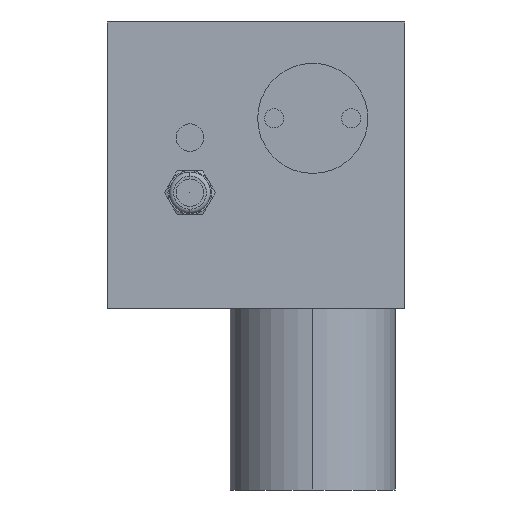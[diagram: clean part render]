
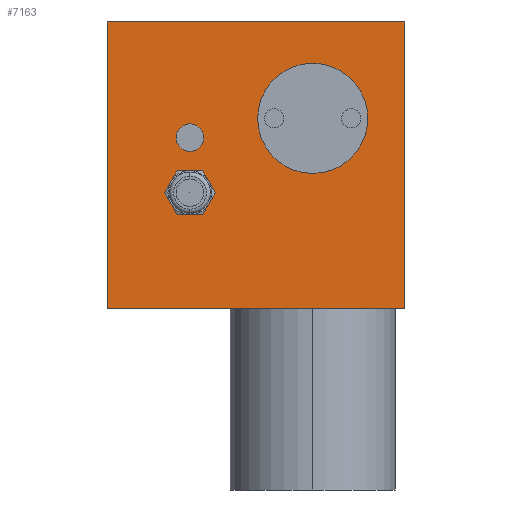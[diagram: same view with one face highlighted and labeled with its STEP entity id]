
A CAD part, left-side view. The second image highlights one B-rep face of the part: STEP entity #7163.
In plain terms, the highlighted planar face has unit normal (-1, 0, 0).
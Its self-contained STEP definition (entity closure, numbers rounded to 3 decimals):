
#1111=DIRECTION('',(0.,0.,1.));
#1112=VECTOR('',#1111,52.);
#1113=CARTESIAN_POINT('',(0.,54.,-52.));
#1114=LINE('',#1113,#1112);
#1155=DIRECTION('',(0.,-1.,0.));
#1156=VECTOR('',#1155,54.);
#1157=CARTESIAN_POINT('',(0.,54.,-52.));
#1158=LINE('',#1157,#1156);
#1159=DIRECTION('',(0.,1.,0.));
#1160=VECTOR('',#1159,54.);
#1161=CARTESIAN_POINT('',(0.,0.,0.));
#1162=LINE('',#1161,#1160);
#1163=DIRECTION('',(0.,0.,1.));
#1164=VECTOR('',#1163,52.);
#1165=CARTESIAN_POINT('',(0.,0.,-52.));
#1166=LINE('',#1165,#1164);
#1167=CARTESIAN_POINT('',(0.,16.7,-17.5));
#1168=DIRECTION('',(1.,0.,0.));
#1169=DIRECTION('',(0.,0.,-1.));
#1170=AXIS2_PLACEMENT_3D('',#1167,#1168,#1169);
#1172=CARTESIAN_POINT('',(0.,16.7,-17.5));
#1173=DIRECTION('',(1.,0.,0.));
#1174=DIRECTION('',(0.,0.,1.));
#1175=AXIS2_PLACEMENT_3D('',#1172,#1173,#1174);
#1177=CARTESIAN_POINT('',(0.,39.,-21.));
#1178=DIRECTION('',(1.,0.,0.));
#1179=DIRECTION('',(0.,0.,-1.));
#1180=AXIS2_PLACEMENT_3D('',#1177,#1178,#1179);
#1182=CARTESIAN_POINT('',(0.,39.,-21.));
#1183=DIRECTION('',(1.,0.,0.));
#1184=DIRECTION('',(0.,0.,1.));
#1185=AXIS2_PLACEMENT_3D('',#1182,#1183,#1184);
#1187=CARTESIAN_POINT('',(0.,39.,-31.));
#1188=DIRECTION('',(-1.,0.,0.));
#1189=DIRECTION('',(0.,-0.866,0.5));
#1190=AXIS2_PLACEMENT_3D('',#1187,#1188,#1189);
#1192=CARTESIAN_POINT('',(0.,39.,-31.));
#1193=DIRECTION('',(-1.,0.,0.));
#1194=DIRECTION('',(0.,0.,1.));
#1195=AXIS2_PLACEMENT_3D('',#1192,#1193,#1194);
#1197=CARTESIAN_POINT('',(0.,39.,-31.));
#1198=DIRECTION('',(-1.,0.,0.));
#1199=DIRECTION('',(0.,0.866,0.5));
#1200=AXIS2_PLACEMENT_3D('',#1197,#1198,#1199);
#1202=CARTESIAN_POINT('',(0.,39.,-31.));
#1203=DIRECTION('',(-1.,0.,0.));
#1204=DIRECTION('',(0.,0.866,-0.5));
#1205=AXIS2_PLACEMENT_3D('',#1202,#1203,#1204);
#1207=CARTESIAN_POINT('',(0.,39.,-31.));
#1208=DIRECTION('',(-1.,0.,0.));
#1209=DIRECTION('',(0.,0.,-1.));
#1210=AXIS2_PLACEMENT_3D('',#1207,#1208,#1209);
#1212=CARTESIAN_POINT('',(0.,39.,-31.));
#1213=DIRECTION('',(-1.,0.,0.));
#1214=DIRECTION('',(0.,-0.866,-0.5));
#1215=AXIS2_PLACEMENT_3D('',#1212,#1213,#1214);
#4723=CARTESIAN_POINT('',(0.,0.,-52.));
#4724=VERTEX_POINT('',#4723);
#4725=CARTESIAN_POINT('',(0.,54.,-52.));
#4726=VERTEX_POINT('',#4725);
#4755=CARTESIAN_POINT('',(0.,0.,0.));
#4756=VERTEX_POINT('',#4755);
#4757=CARTESIAN_POINT('',(0.,54.,0.));
#4758=VERTEX_POINT('',#4757);
#5379=CARTESIAN_POINT('',(0.,16.7,-27.5));
#5380=CARTESIAN_POINT('',(0.,16.7,-7.5));
#5381=VERTEX_POINT('',#5379);
#5382=VERTEX_POINT('',#5380);
#5383=CARTESIAN_POINT('',(0.,39.,-23.5));
#5384=CARTESIAN_POINT('',(0.,39.,-18.5));
#5385=VERTEX_POINT('',#5383);
#5386=VERTEX_POINT('',#5384);
#6065=CARTESIAN_POINT('',(0.,35.536,-29.));
#6066=CARTESIAN_POINT('',(0.,39.,-27.));
#6067=VERTEX_POINT('',#6065);
#6068=VERTEX_POINT('',#6066);
#6069=CARTESIAN_POINT('',(0.,42.464,-33.));
#6070=CARTESIAN_POINT('',(0.,39.,-35.));
#6071=VERTEX_POINT('',#6069);
#6072=VERTEX_POINT('',#6070);
#6073=CARTESIAN_POINT('',(0.,35.536,-33.));
#6074=VERTEX_POINT('',#6073);
#6075=CARTESIAN_POINT('',(0.,42.464,-29.));
#6076=VERTEX_POINT('',#6075);
#7125=CARTESIAN_POINT('',(0.,27.,-26.));
#7126=DIRECTION('',(1.,0.,0.));
#7127=DIRECTION('',(0.,-1.,0.));
#7128=AXIS2_PLACEMENT_3D('',#7125,#7126,#7127);
#7129=PLANE('',#7128);
#7130=ORIENTED_EDGE('',*,*,#6963,.F.);
#7131=ORIENTED_EDGE('',*,*,#7096,.T.);
#7132=ORIENTED_EDGE('',*,*,#6345,.F.);
#7134=ORIENTED_EDGE('',*,*,#7133,.F.);
#7135=EDGE_LOOP('',(#7130,#7131,#7132,#7134));
#7136=FACE_OUTER_BOUND('',#7135,.F.);
#7138=ORIENTED_EDGE('',*,*,#7137,.F.);
#7140=ORIENTED_EDGE('',*,*,#7139,.F.);
#7141=EDGE_LOOP('',(#7138,#7140));
#7142=FACE_BOUND('',#7141,.F.);
#7144=ORIENTED_EDGE('',*,*,#7143,.F.);
#7146=ORIENTED_EDGE('',*,*,#7145,.F.);
#7147=EDGE_LOOP('',(#7144,#7146));
#7148=FACE_BOUND('',#7147,.F.);
#7150=ORIENTED_EDGE('',*,*,#7149,.T.);
#7152=ORIENTED_EDGE('',*,*,#7151,.T.);
#7154=ORIENTED_EDGE('',*,*,#7153,.T.);
#7156=ORIENTED_EDGE('',*,*,#7155,.T.);
#7158=ORIENTED_EDGE('',*,*,#7157,.T.);
#7160=ORIENTED_EDGE('',*,*,#7159,.T.);
#7161=EDGE_LOOP('',(#7150,#7152,#7154,#7156,#7158,#7160));
#7162=FACE_BOUND('',#7161,.F.);
#7163=ADVANCED_FACE('',(#7136,#7142,#7148,#7162),#7129,.F.);
#1171=CIRCLE('',#1170,10.);
#1176=CIRCLE('',#1175,10.);
#1181=CIRCLE('',#1180,2.5);
#1186=CIRCLE('',#1185,2.5);
#1191=CIRCLE('',#1190,4.);
#1196=CIRCLE('',#1195,4.);
#1201=CIRCLE('',#1200,4.);
#1206=CIRCLE('',#1205,4.);
#1211=CIRCLE('',#1210,4.);
#1216=CIRCLE('',#1215,4.);
#6345=EDGE_CURVE('',#4756,#4758,#1162,.T.);
#6963=EDGE_CURVE('',#4726,#4724,#1158,.T.);
#7096=EDGE_CURVE('',#4726,#4758,#1114,.T.);
#7133=EDGE_CURVE('',#4724,#4756,#1166,.T.);
#7137=EDGE_CURVE('',#5381,#5382,#1171,.T.);
#7139=EDGE_CURVE('',#5382,#5381,#1176,.T.);
#7143=EDGE_CURVE('',#5385,#5386,#1181,.T.);
#7145=EDGE_CURVE('',#5386,#5385,#1186,.T.);
#7149=EDGE_CURVE('',#6067,#6068,#1191,.T.);
#7151=EDGE_CURVE('',#6068,#6076,#1196,.T.);
#7153=EDGE_CURVE('',#6076,#6071,#1201,.T.);
#7155=EDGE_CURVE('',#6071,#6072,#1206,.T.);
#7157=EDGE_CURVE('',#6072,#6074,#1211,.T.);
#7159=EDGE_CURVE('',#6074,#6067,#1216,.T.);
